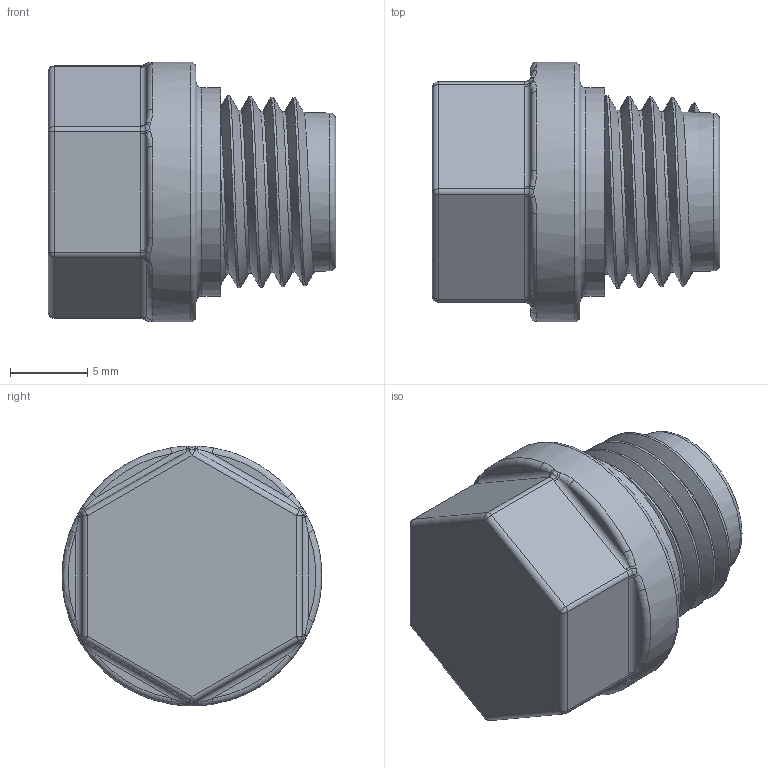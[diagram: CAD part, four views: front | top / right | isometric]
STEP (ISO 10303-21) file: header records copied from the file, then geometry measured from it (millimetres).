
FILE_DESCRIPTION((''),'2;1');
FILE_NAME('12723.stp','2013-04-26T13:47:42',('mclevenger'),(''),'Autodesk Inventor 2013','Autodesk Inventor 2013','');
FILE_SCHEMA(('AUTOMOTIVE_DESIGN { 1 0 10303 214 1 1 1 1 }'));
Length unit declared in the file: inch
Products named in the file (1): 12723
Bounding box: 18.54 x 16.76 x 16.76 mm (x, y, z)
Volume: 2358.1 mm3; surface area: 1581.3 mm2
Topology: 1 solids, 1 shells, 113 faces, 257 edges, 146 vertices
Faces by surface type: bspline 35, cylinder 33, plane 17, torus 16, sphere 7, cone 5
Full cylindrical faces by diameter (mm): 6.096 x1, 13.462 x1, 16.764 x1
Entity records: 4632 total; most frequent: CARTESIAN_POINT 2434, ORIENTED_EDGE 464, DIRECTION 413, EDGE_CURVE 232, AXIS2_PLACEMENT_3D 182, VERTEX_POINT 136, EDGE_LOOP 120, FACE_OUTER_BOUND 109
